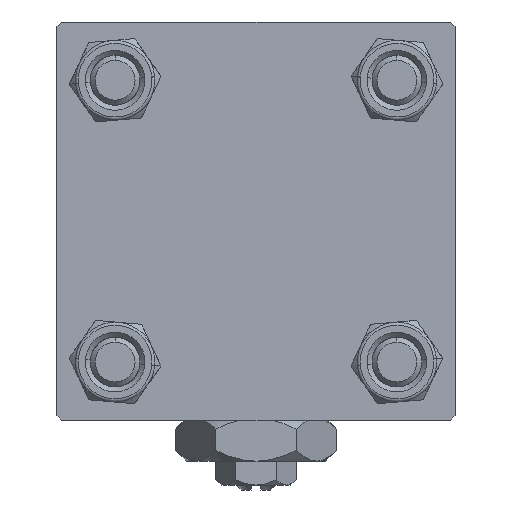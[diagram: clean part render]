
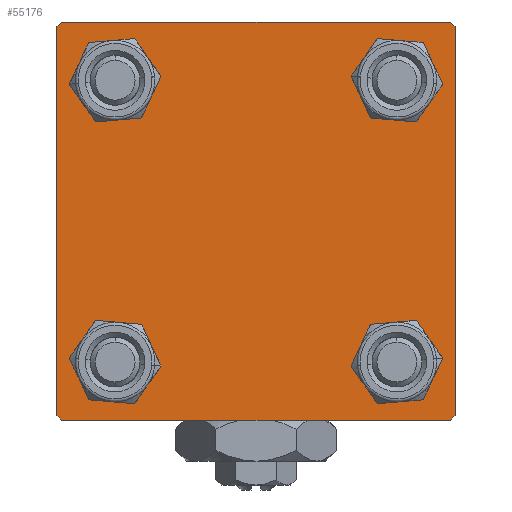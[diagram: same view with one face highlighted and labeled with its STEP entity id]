
A CAD part, left-side view. The second image highlights one B-rep face of the part: STEP entity #55176.
In plain terms, the highlighted planar face has unit normal (-1, 0, 0).
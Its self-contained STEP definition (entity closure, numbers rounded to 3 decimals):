
#210 = ORIENTED_EDGE ( 'NONE', *, *, #26311, .F. ) ;
#735 = EDGE_CURVE ( 'NONE', #23025, #39581, #9295, .T. ) ;
#1409 = FACE_BOUND ( 'NONE', #5502, .T. ) ;
#1553 = CARTESIAN_POINT ( 'NONE',  ( 0., -14.15, -11.15 ) ) ;
#1857 = ORIENTED_EDGE ( 'NONE', *, *, #27379, .T. ) ;
#1882 = CARTESIAN_POINT ( 'NONE',  ( 0., -14.15, -17.15 ) ) ;
#1950 = VECTOR ( 'NONE', #38687, 1000. ) ;
#2032 = DIRECTION ( 'NONE',  ( 1., 0., 0. ) ) ;
#2357 = LINE ( 'NONE', #20566, #52515 ) ;
#2480 = VERTEX_POINT ( 'NONE', #37175 ) ;
#2539 = DIRECTION ( 'NONE',  ( 0., -0.707, 0.707 ) ) ;
#2579 = LINE ( 'NONE', #30052, #29418 ) ;
#3115 = CIRCLE ( 'NONE', #30789, 3. ) ;
#3814 = CARTESIAN_POINT ( 'NONE',  ( 0., 19.75, 19.75 ) ) ;
#4331 = DIRECTION ( 'NONE',  ( 0., 0., 1. ) ) ;
#4351 = ORIENTED_EDGE ( 'NONE', *, *, #38917, .T. ) ;
#4939 = EDGE_CURVE ( 'NONE', #37021, #53378, #17824, .T. ) ;
#5502 = EDGE_LOOP ( 'NONE', ( #36625, #49829 ) ) ;
#6177 = FACE_BOUND ( 'NONE', #16928, .T. ) ;
#6588 = ORIENTED_EDGE ( 'NONE', *, *, #4939, .T. ) ;
#6943 = VERTEX_POINT ( 'NONE', #16710 ) ;
#6968 = VECTOR ( 'NONE', #2539, 1000. ) ;
#7627 = CARTESIAN_POINT ( 'NONE',  ( 0., 20., 19.5 ) ) ;
#8896 = VERTEX_POINT ( 'NONE', #38257 ) ;
#9202 = CARTESIAN_POINT ( 'NONE',  ( 0., -14.15, 11.15 ) ) ;
#9295 = LINE ( 'NONE', #51111, #43452 ) ;
#10461 = CARTESIAN_POINT ( 'NONE',  ( 0., 14.15, -14.15 ) ) ;
#10540 = CIRCLE ( 'NONE', #48711, 3. ) ;
#10953 = PLANE ( 'NONE',  #55650 ) ;
#11232 = EDGE_LOOP ( 'NONE', ( #4351, #38792, #18052, #16054, #210, #24047, #17572, #41605 ) ) ;
#11254 = CARTESIAN_POINT ( 'NONE',  ( 0., 14.15, 14.15 ) ) ;
#11284 = CARTESIAN_POINT ( 'NONE',  ( 0., -14.15, -14.15 ) ) ;
#13436 = CARTESIAN_POINT ( 'NONE',  ( 0., -19.75, 19.75 ) ) ;
#13829 = CARTESIAN_POINT ( 'NONE',  ( 0., -14.15, 14.15 ) ) ;
#14686 = CARTESIAN_POINT ( 'NONE',  ( 0., 14.15, -14.15 ) ) ;
#14748 = VECTOR ( 'NONE', #46306, 1000. ) ;
#14974 = AXIS2_PLACEMENT_3D ( 'NONE', #44054, #38410, #15683 ) ;
#15107 = EDGE_CURVE ( 'NONE', #39581, #25470, #2579, .T. ) ;
#15683 = DIRECTION ( 'NONE',  ( 0., 0., 1. ) ) ;
#15715 = CARTESIAN_POINT ( 'NONE',  ( 0., -19.5, 20. ) ) ;
#15725 = FACE_BOUND ( 'NONE', #54807, .T. ) ;
#16054 = ORIENTED_EDGE ( 'NONE', *, *, #34085, .T. ) ;
#16710 = CARTESIAN_POINT ( 'NONE',  ( 0., -20., 19.5 ) ) ;
#16928 = EDGE_LOOP ( 'NONE', ( #59045, #17604 ) ) ;
#17572 = ORIENTED_EDGE ( 'NONE', *, *, #20877, .F. ) ;
#17604 = ORIENTED_EDGE ( 'NONE', *, *, #55275, .T. ) ;
#17757 = VERTEX_POINT ( 'NONE', #38205 ) ;
#17824 = CIRCLE ( 'NONE', #14974, 3. ) ;
#18052 = ORIENTED_EDGE ( 'NONE', *, *, #15107, .T. ) ;
#19133 = DIRECTION ( 'NONE',  ( 0., -0.707, -0.707 ) ) ;
#19156 = EDGE_CURVE ( 'NONE', #2480, #17757, #29532, .T. ) ;
#19916 = DIRECTION ( 'NONE',  ( -1., 0., 0. ) ) ;
#20204 = VECTOR ( 'NONE', #29831, 1000. ) ;
#20566 = CARTESIAN_POINT ( 'NONE',  ( 0., 20., 20. ) ) ;
#20877 = EDGE_CURVE ( 'NONE', #45795, #54344, #2357, .T. ) ;
#21192 = VERTEX_POINT ( 'NONE', #7627 ) ;
#21324 = CARTESIAN_POINT ( 'NONE',  ( 0., -19.75, -19.75 ) ) ;
#21378 = CIRCLE ( 'NONE', #57637, 3. ) ;
#22997 = LINE ( 'NONE', #42118, #14748 ) ;
#23025 = VERTEX_POINT ( 'NONE', #24010 ) ;
#23065 = DIRECTION ( 'NONE',  ( 0., 0., 1. ) ) ;
#24010 = CARTESIAN_POINT ( 'NONE',  ( 0., 20., -19.5 ) ) ;
#24018 = AXIS2_PLACEMENT_3D ( 'NONE', #36096, #53730, #35205 ) ;
#24047 = ORIENTED_EDGE ( 'NONE', *, *, #47360, .T. ) ;
#24171 = CIRCLE ( 'NONE', #52793, 3. ) ;
#25230 = CARTESIAN_POINT ( 'NONE',  ( 0., 14.15, -11.15 ) ) ;
#25470 = VERTEX_POINT ( 'NONE', #48435 ) ;
#25933 = CIRCLE ( 'NONE', #24018, 3. ) ;
#26311 = EDGE_CURVE ( 'NONE', #6943, #33723, #35586, .T. ) ;
#26584 = VERTEX_POINT ( 'NONE', #9202 ) ;
#26841 = CARTESIAN_POINT ( 'NONE',  ( 0., -20., -19.5 ) ) ;
#27379 = EDGE_CURVE ( 'NONE', #31911, #8896, #10540, .T. ) ;
#28543 = AXIS2_PLACEMENT_3D ( 'NONE', #40782, #59001, #4331 ) ;
#28685 = DIRECTION ( 'NONE',  ( 1., 0., 0. ) ) ;
#29249 = EDGE_CURVE ( 'NONE', #44177, #26584, #40218, .T. ) ;
#29418 = VECTOR ( 'NONE', #52185, 1000. ) ;
#29532 = CIRCLE ( 'NONE', #28543, 3. ) ;
#29831 = DIRECTION ( 'NONE',  ( 0., 0.707, -0.707 ) ) ;
#30052 = CARTESIAN_POINT ( 'NONE',  ( 0., 20., -20. ) ) ;
#30789 = AXIS2_PLACEMENT_3D ( 'NONE', #10461, #28685, #42444 ) ;
#31384 = EDGE_CURVE ( 'NONE', #26584, #44177, #25933, .T. ) ;
#31911 = VERTEX_POINT ( 'NONE', #25230 ) ;
#32765 = CARTESIAN_POINT ( 'NONE',  ( 0., 0., 0. ) ) ;
#33598 = EDGE_CURVE ( 'NONE', #8896, #31911, #3115, .T. ) ;
#33723 = VERTEX_POINT ( 'NONE', #26841 ) ;
#34085 = EDGE_CURVE ( 'NONE', #25470, #33723, #43472, .T. ) ;
#35205 = DIRECTION ( 'NONE',  ( 0., 0., 1. ) ) ;
#35489 = LINE ( 'NONE', #3814, #20204 ) ;
#35586 = LINE ( 'NONE', #57992, #1950 ) ;
#36096 = CARTESIAN_POINT ( 'NONE',  ( 0., -14.15, 14.15 ) ) ;
#36481 = EDGE_LOOP ( 'NONE', ( #1857, #57370 ) ) ;
#36625 = ORIENTED_EDGE ( 'NONE', *, *, #29249, .T. ) ;
#37021 = VERTEX_POINT ( 'NONE', #1553 ) ;
#37175 = CARTESIAN_POINT ( 'NONE',  ( 0., 14.15, 17.15 ) ) ;
#37857 = FACE_OUTER_BOUND ( 'NONE', #11232, .T. ) ;
#38186 = DIRECTION ( 'NONE',  ( 0., 0., 1. ) ) ;
#38205 = CARTESIAN_POINT ( 'NONE',  ( 0., 14.15, 11.15 ) ) ;
#38257 = CARTESIAN_POINT ( 'NONE',  ( 0., 14.15, -17.15 ) ) ;
#38410 = DIRECTION ( 'NONE',  ( 1., 0., 0. ) ) ;
#38687 = DIRECTION ( 'NONE',  ( 0., 0., -1. ) ) ;
#38792 = ORIENTED_EDGE ( 'NONE', *, *, #735, .T. ) ;
#38806 = DIRECTION ( 'NONE',  ( 0., -1., 0. ) ) ;
#38917 = EDGE_CURVE ( 'NONE', #21192, #23025, #22997, .T. ) ;
#39019 = DIRECTION ( 'NONE',  ( 1., 0., 0. ) ) ;
#39581 = VERTEX_POINT ( 'NONE', #47861 ) ;
#40218 = CIRCLE ( 'NONE', #55491, 3. ) ;
#40736 = DIRECTION ( 'NONE',  ( 1., 0., 0. ) ) ;
#40782 = CARTESIAN_POINT ( 'NONE',  ( 0., 14.15, 14.15 ) ) ;
#41605 = ORIENTED_EDGE ( 'NONE', *, *, #51004, .T. ) ;
#42118 = CARTESIAN_POINT ( 'NONE',  ( 0., 20., 20. ) ) ;
#42444 = DIRECTION ( 'NONE',  ( 0., 0., 1. ) ) ;
#43452 = VECTOR ( 'NONE', #19133, 1000. ) ;
#43472 = LINE ( 'NONE', #21324, #6968 ) ;
#44054 = CARTESIAN_POINT ( 'NONE',  ( 0., -14.15, -14.15 ) ) ;
#44177 = VERTEX_POINT ( 'NONE', #46773 ) ;
#45709 = LINE ( 'NONE', #13436, #51732 ) ;
#45783 = DIRECTION ( 'NONE',  ( 1., 0., 0. ) ) ;
#45795 = VERTEX_POINT ( 'NONE', #55304 ) ;
#46001 = DIRECTION ( 'NONE',  ( 0., 0.707, 0.707 ) ) ;
#46306 = DIRECTION ( 'NONE',  ( 0., 0., -1. ) ) ;
#46773 = CARTESIAN_POINT ( 'NONE',  ( 0., -14.15, 17.15 ) ) ;
#47115 = DIRECTION ( 'NONE',  ( 0., 0., 1. ) ) ;
#47360 = EDGE_CURVE ( 'NONE', #6943, #54344, #45709, .T. ) ;
#47415 = FACE_BOUND ( 'NONE', #36481, .T. ) ;
#47861 = CARTESIAN_POINT ( 'NONE',  ( 0., 19.5, -20. ) ) ;
#47995 = DIRECTION ( 'NONE',  ( 0., 0., 1. ) ) ;
#48435 = CARTESIAN_POINT ( 'NONE',  ( 0., -19.5, -20. ) ) ;
#48711 = AXIS2_PLACEMENT_3D ( 'NONE', #14686, #45783, #23065 ) ;
#49829 = ORIENTED_EDGE ( 'NONE', *, *, #31384, .T. ) ;
#51004 = EDGE_CURVE ( 'NONE', #45795, #21192, #35489, .T. ) ;
#51111 = CARTESIAN_POINT ( 'NONE',  ( 0., 19.75, -19.75 ) ) ;
#51732 = VECTOR ( 'NONE', #46001, 1000. ) ;
#52185 = DIRECTION ( 'NONE',  ( 0., -1., 0. ) ) ;
#52515 = VECTOR ( 'NONE', #38806, 1000. ) ;
#52793 = AXIS2_PLACEMENT_3D ( 'NONE', #11254, #39019, #47995 ) ;
#53378 = VERTEX_POINT ( 'NONE', #1882 ) ;
#53730 = DIRECTION ( 'NONE',  ( 1., 0., 0. ) ) ;
#54344 = VERTEX_POINT ( 'NONE', #15715 ) ;
#54807 = EDGE_LOOP ( 'NONE', ( #6588, #56711 ) ) ;
#55056 = DIRECTION ( 'NONE',  ( 0., 0., 1. ) ) ;
#55176 = ADVANCED_FACE ( 'NONE', ( #1409, #15725, #47415, #6177, #37857 ), #10953, .T. ) ;
#55275 = EDGE_CURVE ( 'NONE', #17757, #2480, #24171, .T. ) ;
#55304 = CARTESIAN_POINT ( 'NONE',  ( 0., 19.5, 20. ) ) ;
#55491 = AXIS2_PLACEMENT_3D ( 'NONE', #13829, #40736, #55056 ) ;
#55650 = AXIS2_PLACEMENT_3D ( 'NONE', #32765, #19916, #47115 ) ;
#56711 = ORIENTED_EDGE ( 'NONE', *, *, #57002, .T. ) ;
#57002 = EDGE_CURVE ( 'NONE', #53378, #37021, #21378, .T. ) ;
#57370 = ORIENTED_EDGE ( 'NONE', *, *, #33598, .T. ) ;
#57637 = AXIS2_PLACEMENT_3D ( 'NONE', #11284, #2032, #38186 ) ;
#57992 = CARTESIAN_POINT ( 'NONE',  ( 0., -20., 20. ) ) ;
#59001 = DIRECTION ( 'NONE',  ( 1., 0., 0. ) ) ;
#59045 = ORIENTED_EDGE ( 'NONE', *, *, #19156, .T. ) ;
